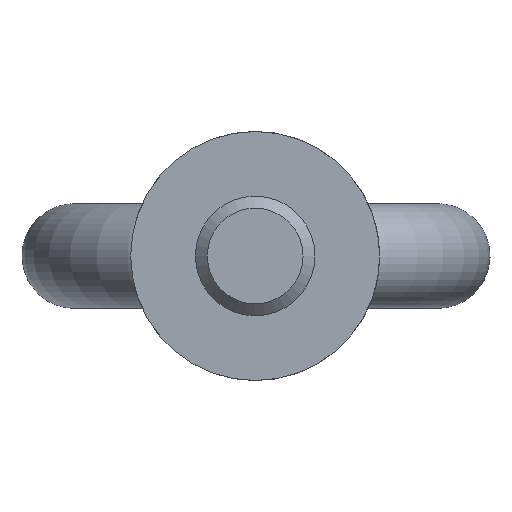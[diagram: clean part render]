
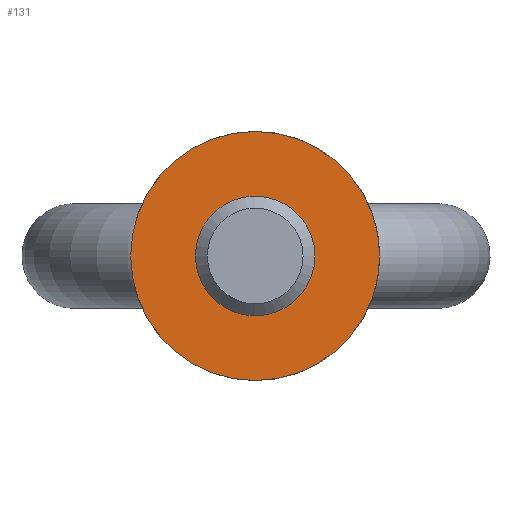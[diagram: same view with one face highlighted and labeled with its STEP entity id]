
A CAD part, front view. The second image highlights one B-rep face of the part: STEP entity #131.
In plain terms, the highlighted planar face has unit normal (0, -1, 0).
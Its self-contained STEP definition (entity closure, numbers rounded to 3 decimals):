
#82=FACE_BOUND('',#234,.T.);
#83=FACE_BOUND('',#235,.T.);
#91=PLANE('',#681);
#131=ADVANCED_FACE('',(#82,#83),#91,.F.);
#234=EDGE_LOOP('',(#354));
#235=EDGE_LOOP('',(#355));
#276=CIRCLE('',#678,6.);
#277=CIRCLE('',#680,12.5);
#354=ORIENTED_EDGE('',*,*,#568,.F.);
#355=ORIENTED_EDGE('',*,*,#567,.T.);
#507=VERTEX_POINT('',#1144);
#508=VERTEX_POINT('',#1147);
#567=EDGE_CURVE('',#507,#507,#276,.T.);
#568=EDGE_CURVE('',#508,#508,#277,.T.);
#678=AXIS2_PLACEMENT_3D('',#1143,#779,#780);
#680=AXIS2_PLACEMENT_3D('',#1146,#783,#784);
#681=AXIS2_PLACEMENT_3D('',#1148,#785,#786);
#779=DIRECTION('',(0.,1.,0.));
#780=DIRECTION('',(-1.,0.,0.));
#783=DIRECTION('',(0.,1.,0.));
#784=DIRECTION('',(-1.,0.,0.));
#785=DIRECTION('',(0.,1.,0.));
#786=DIRECTION('',(-1.,0.,0.));
#1143=CARTESIAN_POINT('',(0.,0.,0.));
#1144=CARTESIAN_POINT('',(-6.,0.,0.));
#1146=CARTESIAN_POINT('',(0.,0.,0.));
#1147=CARTESIAN_POINT('',(-12.5,0.,0.));
#1148=CARTESIAN_POINT('',(6.,0.,0.));
